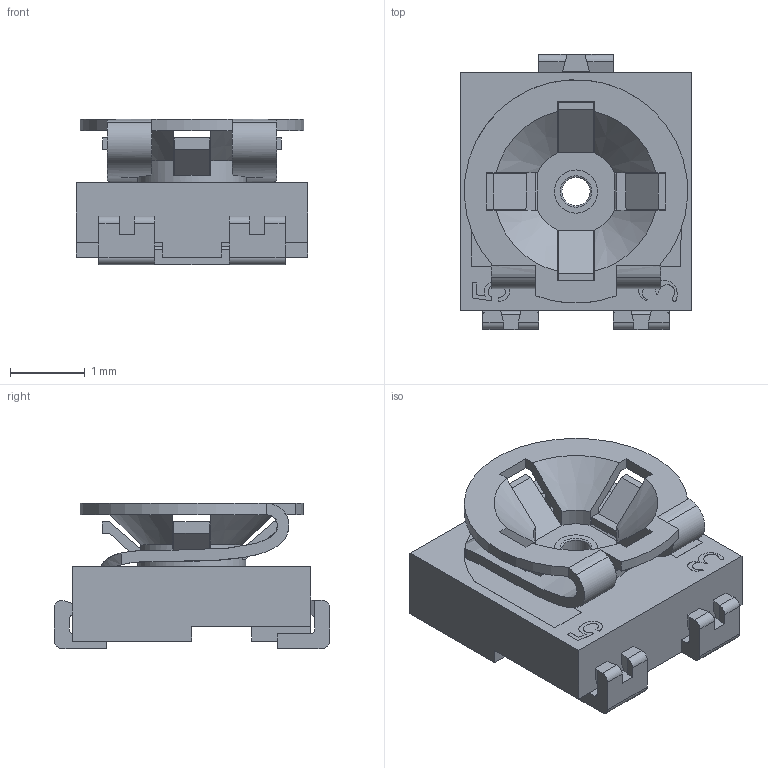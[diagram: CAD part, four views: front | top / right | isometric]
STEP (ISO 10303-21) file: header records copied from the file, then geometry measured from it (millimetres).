
FILE_DESCRIPTION(/* description */ (''),/* implementation_level */ '2;1');
FILE_NAME(/* name */ 'PVZ3A.step',/* time_stamp */ '2016-08-02T15:59:16+09:00',/* author */ (''),/* organization */ (''),/* preprocessor_version */ 'ST-DEVELOPER v16.5',/* originating_system */ 'Autodesk Translation Framework v5.1.0.2740',/* authorisation */ '');
FILE_SCHEMA (('AUTOMOTIVE_DESIGN { 1 0 10303 214 3 1 1 }'));
Length unit declared in the file: centimetre
Products named in the file (2): User Library-PVZ3A; User Library-PVZ3A_PVZ3A_base___ _________
Assembly tree (1 placements, depth 2):
  User Library-PVZ3A
    User Library-PVZ3A_PVZ3A_base___ _________
Bounding box: 3.1 x 3.69 x 1.95 mm (x, y, z)
Volume: 9.8 mm3; surface area: 70.7 mm2
Topology: 1 solids, 7 shells, 315 faces, 840 edges, 534 vertices
Faces by surface type: plane 226, cylinder 43, bspline 35, cone 8, torus 3
Full cylindrical faces by diameter (mm): 0.38 x1, 0.4 x2, 0.42 x1, 0.58 x2, 1.45 x1, 1.55 x1, 1.6 x1, 1.8 x1
Entity records: 11144 total; most frequent: CARTESIAN_POINT 3461, ORIENTED_EDGE 1684, DIRECTION 1391, EDGE_CURVE 826, LINE 603, VECTOR 603, VERTEX_POINT 533, AXIS2_PLACEMENT_3D 394
